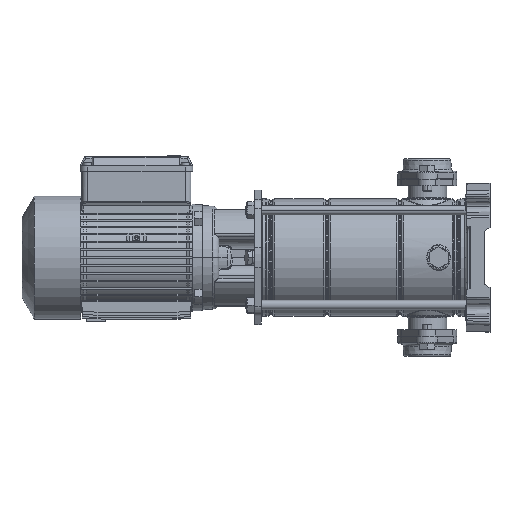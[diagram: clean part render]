
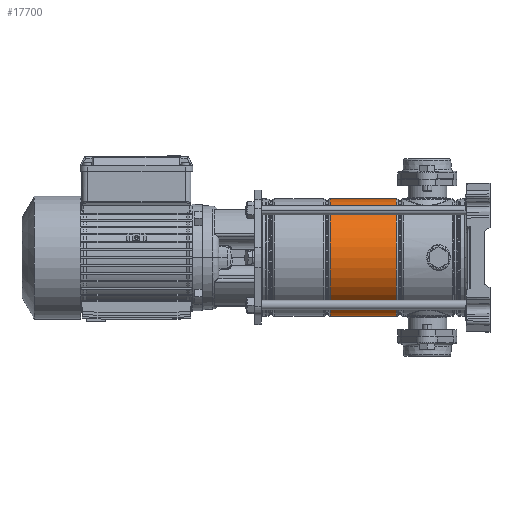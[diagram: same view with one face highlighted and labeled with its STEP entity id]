
A CAD part, left-side view. The second image highlights one B-rep face of the part: STEP entity #17700.
In plain terms, the highlighted cylindrical face has radius 74.9 mm (diameter 149.8 mm), a partial arc.
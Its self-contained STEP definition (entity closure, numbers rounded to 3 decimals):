
#1595 = VERTEX_POINT ( 'NONE', #14535 ) ;
#2846 = VERTEX_POINT ( 'NONE', #37377 ) ;
#2925 = CARTESIAN_POINT ( 'NONE',  ( 0., 0., 171.221 ) ) ;
#3873 = DIRECTION ( 'NONE',  ( 0., 0., -1. ) ) ;
#3913 = DIRECTION ( 'NONE',  ( -1., 0., 0. ) ) ;
#4537 = CYLINDRICAL_SURFACE ( 'NONE', #44753, 74.9 ) ;
#8980 = CARTESIAN_POINT ( 'NONE',  ( 74.9, 0., 0. ) ) ;
#9070 = CARTESIAN_POINT ( 'NONE',  ( -74.9, 0., 0. ) ) ;
#10522 = DIRECTION ( 'NONE',  ( 0., 0., 1. ) ) ;
#12342 = DIRECTION ( 'NONE',  ( 1., 0., 0. ) ) ;
#14535 = CARTESIAN_POINT ( 'NONE',  ( 74.9, 0., 86.779 ) ) ;
#15094 = ORIENTED_EDGE ( 'NONE', *, *, #57831, .T. ) ;
#17700 = ADVANCED_FACE ( 'NONE', ( #18656 ), #4537, .T. ) ;
#18656 = FACE_OUTER_BOUND ( 'NONE', #24913, .T. ) ;
#19140 = AXIS2_PLACEMENT_3D ( 'NONE', #2925, #3873, #12342 ) ;
#24689 = VERTEX_POINT ( 'NONE', #24711 ) ;
#24711 = CARTESIAN_POINT ( 'NONE',  ( 74.9, 0., 171.221 ) ) ;
#24913 = EDGE_LOOP ( 'NONE', ( #26267, #34302, #15094, #61610 ) ) ;
#26267 = ORIENTED_EDGE ( 'NONE', *, *, #35285, .T. ) ;
#27393 = VECTOR ( 'NONE', #42869, 1000. ) ;
#27916 = DIRECTION ( 'NONE',  ( 0., 0., -1. ) ) ;
#29677 = DIRECTION ( 'NONE',  ( 1., 0., 0. ) ) ;
#30681 = EDGE_CURVE ( 'NONE', #54087, #2846, #42030, .T. ) ;
#33431 = LINE ( 'NONE', #8980, #27393 ) ;
#34302 = ORIENTED_EDGE ( 'NONE', *, *, #39128, .T. ) ;
#35285 = EDGE_CURVE ( 'NONE', #54087, #24689, #41227, .T. ) ;
#35516 = AXIS2_PLACEMENT_3D ( 'NONE', #53547, #10522, #29677 ) ;
#37377 = CARTESIAN_POINT ( 'NONE',  ( -74.9, 0., 86.779 ) ) ;
#39128 = EDGE_CURVE ( 'NONE', #24689, #1595, #33431, .T. ) ;
#41227 = CIRCLE ( 'NONE', #19140, 74.9 ) ;
#42030 = LINE ( 'NONE', #9070, #42768 ) ;
#42768 = VECTOR ( 'NONE', #27916, 1000. ) ;
#42828 = CARTESIAN_POINT ( 'NONE',  ( 0., 0., 0. ) ) ;
#42869 = DIRECTION ( 'NONE',  ( 0., 0., -1. ) ) ;
#44579 = CIRCLE ( 'NONE', #35516, 74.9 ) ;
#44753 = AXIS2_PLACEMENT_3D ( 'NONE', #42828, #47251, #3913 ) ;
#47251 = DIRECTION ( 'NONE',  ( 0., 0., -1. ) ) ;
#49091 = CARTESIAN_POINT ( 'NONE',  ( -74.9, 0., 171.221 ) ) ;
#53547 = CARTESIAN_POINT ( 'NONE',  ( 0., 0., 86.779 ) ) ;
#54087 = VERTEX_POINT ( 'NONE', #49091 ) ;
#57831 = EDGE_CURVE ( 'NONE', #1595, #2846, #44579, .T. ) ;
#61610 = ORIENTED_EDGE ( 'NONE', *, *, #30681, .F. ) ;
